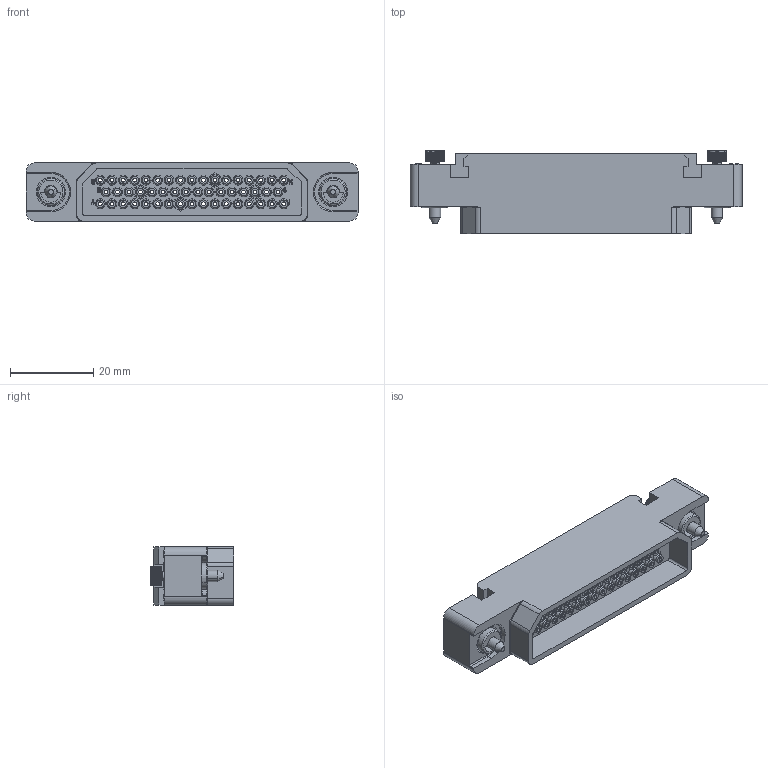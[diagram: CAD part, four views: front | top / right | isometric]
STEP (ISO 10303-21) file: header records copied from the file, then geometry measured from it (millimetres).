
FILE_DESCRIPTION((''),'2;1');
FILE_NAME('1900ND01P2A00A','2019-10-28T',('presta_be4'),(''),'CREO PARAMETRIC BY PTC INC, 2018360','CREO PARAMETRIC BY PTC INC, 2018360','');
FILE_SCHEMA(('CONFIG_CONTROL_DESIGN'));
Products named in the file (1): 1900ND01P2A00A
Bounding box: 80 x 20.16 x 14 mm (x, y, z)
Volume: 10559.4 mm3; surface area: 11915.5 mm2
Topology: 22 solids, 22 shells, 3387 faces, 8583 edges, 5452 vertices
Faces by surface type: plane 1803, cylinder 950, cone 536, torus 40, bspline 30, extrusion 28
Entity records: 110650 total; most frequent: CARTESIAN_POINT 27722, ORIENTED_EDGE 17158, DIRECTION 17137, EDGE_CURVE 8579, VECTOR 5893, LINE 5865, AXIS2_PLACEMENT_3D 5622, VERTEX_POINT 5452
